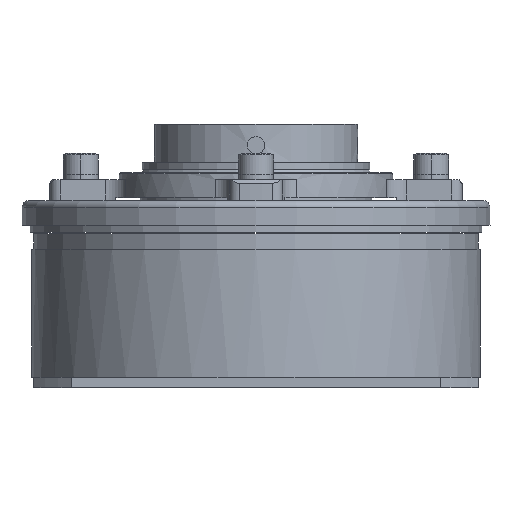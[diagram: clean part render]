
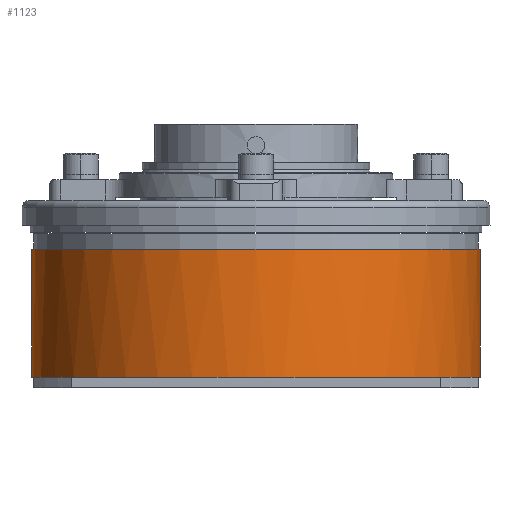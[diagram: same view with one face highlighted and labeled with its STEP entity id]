
A CAD part, front view. The second image highlights one B-rep face of the part: STEP entity #1123.
In plain terms, the highlighted cylindrical face has radius 63.999 mm (diameter 127.998 mm), a partial arc.
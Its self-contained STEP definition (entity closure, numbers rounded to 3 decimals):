
#157 = CARTESIAN_POINT ( 'NONE',  ( 7.977, -63.5, 3. ) ) ;
#195 = CIRCLE ( 'NONE', #4640, 63.999 ) ;
#240 = EDGE_LOOP ( 'NONE', ( #7114, #2403, #2379, #1034, #5366, #2094, #2201, #5262 ) ) ;
#320 = VERTEX_POINT ( 'NONE', #4033 ) ;
#409 = CIRCLE ( 'NONE', #6258, 63.999 ) ;
#593 = CARTESIAN_POINT ( 'NONE',  ( 63.5, -7.977, 3. ) ) ;
#606 = EDGE_CURVE ( 'NONE', #1161, #6832, #2167, .T. ) ;
#771 = EDGE_CURVE ( 'NONE', #320, #7432, #1203, .T. ) ;
#970 = DIRECTION ( 'NONE',  ( 0., 0., -1. ) ) ;
#1001 = DIRECTION ( 'NONE',  ( 0., 0., -1. ) ) ;
#1034 = ORIENTED_EDGE ( 'NONE', *, *, #5737, .F. ) ;
#1097 = EDGE_CURVE ( 'NONE', #5883, #2464, #5924, .T. ) ;
#1123 = ADVANCED_FACE ( 'NONE', ( #4233 ), #6508, .T. ) ;
#1161 = VERTEX_POINT ( 'NONE', #6756 ) ;
#1203 = LINE ( 'NONE', #4981, #1778 ) ;
#1549 = CARTESIAN_POINT ( 'NONE',  ( 0., 0., 3. ) ) ;
#1778 = VECTOR ( 'NONE', #4320, 1000. ) ;
#1981 = DIRECTION ( 'NONE',  ( -1., 0., 0. ) ) ;
#2094 = ORIENTED_EDGE ( 'NONE', *, *, #7473, .F. ) ;
#2167 = LINE ( 'NONE', #6960, #3365 ) ;
#2201 = ORIENTED_EDGE ( 'NONE', *, *, #1097, .F. ) ;
#2240 = VERTEX_POINT ( 'NONE', #7564 ) ;
#2305 = CIRCLE ( 'NONE', #3440, 63.999 ) ;
#2379 = ORIENTED_EDGE ( 'NONE', *, *, #771, .T. ) ;
#2403 = ORIENTED_EDGE ( 'NONE', *, *, #4506, .T. ) ;
#2464 = VERTEX_POINT ( 'NONE', #157 ) ;
#2623 = VERTEX_POINT ( 'NONE', #4017 ) ;
#2864 = CARTESIAN_POINT ( 'NONE',  ( 0., 0., 0. ) ) ;
#3102 = EDGE_CURVE ( 'NONE', #6832, #5883, #5386, .T. ) ;
#3365 = VECTOR ( 'NONE', #7508, 1000. ) ;
#3440 = AXIS2_PLACEMENT_3D ( 'NONE', #7719, #5815, #1981 ) ;
#3578 = DIRECTION ( 'NONE',  ( 0., 0., -1. ) ) ;
#4017 = CARTESIAN_POINT ( 'NONE',  ( -7.977, -63.5, 3. ) ) ;
#4033 = CARTESIAN_POINT ( 'NONE',  ( -63.999, 0., 39.5 ) ) ;
#4036 = DIRECTION ( 'NONE',  ( 0., 0., -1. ) ) ;
#4089 = DIRECTION ( 'NONE',  ( 0., 0., -1. ) ) ;
#4109 = DIRECTION ( 'NONE',  ( -1., 0., 0. ) ) ;
#4127 = DIRECTION ( 'NONE',  ( -1., 0., 0. ) ) ;
#4233 = FACE_OUTER_BOUND ( 'NONE', #240, .T. ) ;
#4320 = DIRECTION ( 'NONE',  ( 0., 0., -1. ) ) ;
#4506 = EDGE_CURVE ( 'NONE', #1161, #320, #409, .T. ) ;
#4640 = AXIS2_PLACEMENT_3D ( 'NONE', #5377, #3578, #6657 ) ;
#4765 = AXIS2_PLACEMENT_3D ( 'NONE', #6607, #4036, #4109 ) ;
#4981 = CARTESIAN_POINT ( 'NONE',  ( -63.999, 0., 0. ) ) ;
#5262 = ORIENTED_EDGE ( 'NONE', *, *, #3102, .F. ) ;
#5366 = ORIENTED_EDGE ( 'NONE', *, *, #8155, .F. ) ;
#5377 = CARTESIAN_POINT ( 'NONE',  ( 0., 0., 3. ) ) ;
#5386 = CIRCLE ( 'NONE', #4765, 63.999 ) ;
#5456 = DIRECTION ( 'NONE',  ( -1., 0., 0. ) ) ;
#5546 = CARTESIAN_POINT ( 'NONE',  ( 0., 0., 39.5 ) ) ;
#5737 = EDGE_CURVE ( 'NONE', #2240, #7432, #7472, .T. ) ;
#5815 = DIRECTION ( 'NONE',  ( 0., 0., -1. ) ) ;
#5883 = VERTEX_POINT ( 'NONE', #593 ) ;
#5924 = CIRCLE ( 'NONE', #6610, 63.999 ) ;
#6069 = DIRECTION ( 'NONE',  ( -1., 0., 0. ) ) ;
#6116 = AXIS2_PLACEMENT_3D ( 'NONE', #8018, #1001, #4127 ) ;
#6134 = DIRECTION ( 'NONE',  ( 0., 0., -1. ) ) ;
#6258 = AXIS2_PLACEMENT_3D ( 'NONE', #5546, #6134, #5456 ) ;
#6288 = CARTESIAN_POINT ( 'NONE',  ( -63.999, 0., 3. ) ) ;
#6508 = CYLINDRICAL_SURFACE ( 'NONE', #7040, 63.999 ) ;
#6607 = CARTESIAN_POINT ( 'NONE',  ( 0., 0., 3. ) ) ;
#6610 = AXIS2_PLACEMENT_3D ( 'NONE', #1549, #4089, #7224 ) ;
#6657 = DIRECTION ( 'NONE',  ( -1., 0., 0. ) ) ;
#6756 = CARTESIAN_POINT ( 'NONE',  ( 63.999, 0., 39.5 ) ) ;
#6832 = VERTEX_POINT ( 'NONE', #7358 ) ;
#6960 = CARTESIAN_POINT ( 'NONE',  ( 63.999, 0., 0. ) ) ;
#7040 = AXIS2_PLACEMENT_3D ( 'NONE', #2864, #970, #6069 ) ;
#7114 = ORIENTED_EDGE ( 'NONE', *, *, #606, .F. ) ;
#7224 = DIRECTION ( 'NONE',  ( -1., 0., 0. ) ) ;
#7358 = CARTESIAN_POINT ( 'NONE',  ( 63.999, 0., 3. ) ) ;
#7432 = VERTEX_POINT ( 'NONE', #6288 ) ;
#7472 = CIRCLE ( 'NONE', #6116, 63.999 ) ;
#7473 = EDGE_CURVE ( 'NONE', #2464, #2623, #2305, .T. ) ;
#7508 = DIRECTION ( 'NONE',  ( 0., 0., -1. ) ) ;
#7564 = CARTESIAN_POINT ( 'NONE',  ( -63.5, -7.977, 3. ) ) ;
#7719 = CARTESIAN_POINT ( 'NONE',  ( 0., 0., 3. ) ) ;
#8018 = CARTESIAN_POINT ( 'NONE',  ( 0., 0., 3. ) ) ;
#8155 = EDGE_CURVE ( 'NONE', #2623, #2240, #195, .T. ) ;
